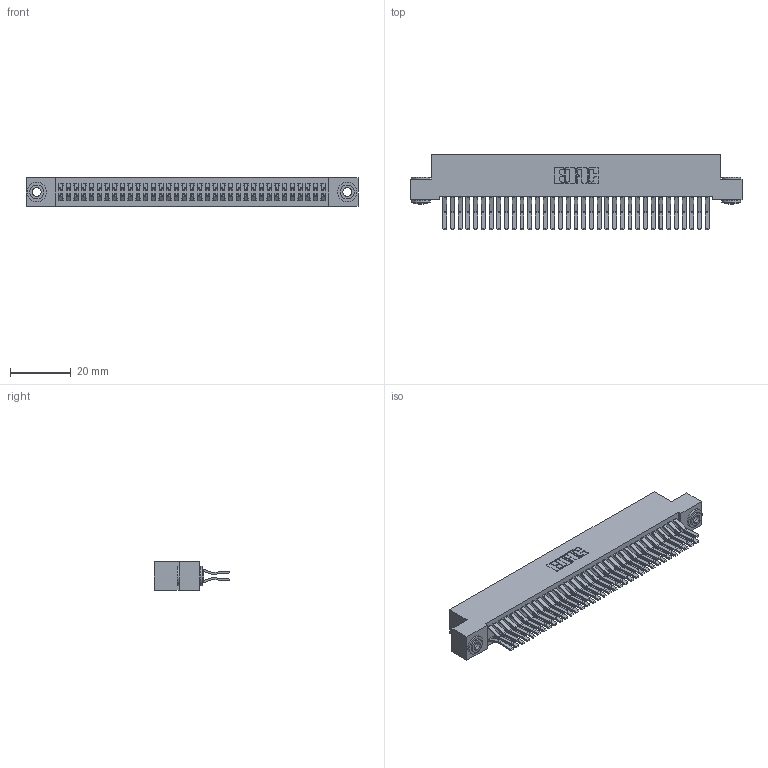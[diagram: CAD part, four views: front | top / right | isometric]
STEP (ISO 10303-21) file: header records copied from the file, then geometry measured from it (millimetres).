
FILE_DESCRIPTION (( 'STEP AP203' ), '1' );
FILE_NAME ('392-070-560-203.STEP', '2019-10-09T12:20:11', ( '' ), ( '' ), 'SwSTEP 2.0', 'SolidWorks 2016', '' );
FILE_SCHEMA (( 'CONFIG_CONTROL_DESIGN' ));
Length unit declared in the file: inch
Products named in the file (4): 342 Part_.156 TH; 342-250-002_345-250-002-102; 345-292-001_560 Tail; 392-070-560-203
Assembly tree (73 placements, depth 2):
  392-070-560-203
    342 Part_.156 TH
    345-292-001_560 Tail  x70
    342-250-002_345-250-002-102  x2
Bounding box: 109.22 x 24.78 x 9.4 mm (x, y, z)
Volume: 10262.7 mm3; surface area: 17848.6 mm2
Topology: 73 solids, 73 shells, 3928 faces, 11645 edges, 7666 vertices
Faces by surface type: plane 2596, cylinder 1324, cone 8
Entity records: 24028 total; most frequent: CARTESIAN_POINT 3965, ORIENTED_EDGE 3894, DIRECTION 3437, EDGE_CURVE 1947, LINE 1791, VECTOR 1791, VERTEX_POINT 1294, AXIS2_PLACEMENT_3D 823
